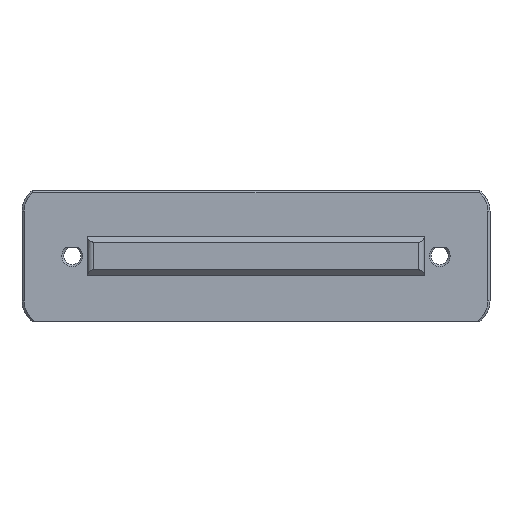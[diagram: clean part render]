
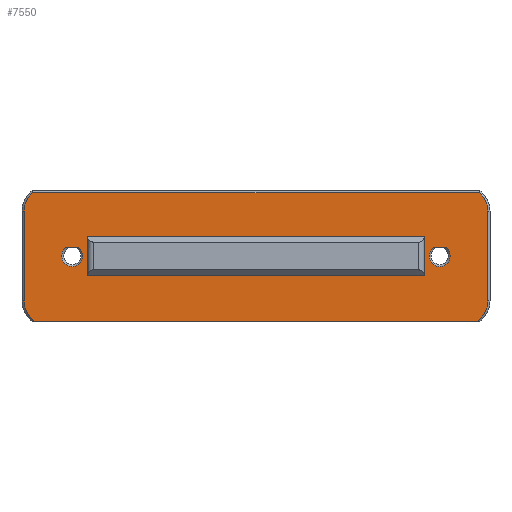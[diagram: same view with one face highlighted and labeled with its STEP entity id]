
A CAD part, left-side view. The second image highlights one B-rep face of the part: STEP entity #7550.
In plain terms, the highlighted planar face has unit normal (-1, 0, 0).
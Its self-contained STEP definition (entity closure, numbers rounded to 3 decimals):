
#206=CIRCLE('',#7948,2.1);
#209=CIRCLE('',#7957,2.1);
#215=CIRCLE('',#7982,4.6);
#217=CIRCLE('',#7986,4.6);
#219=CIRCLE('',#7992,4.6);
#221=CIRCLE('',#7996,4.6);
#584=FACE_BOUND('',#1405,.T.);
#585=FACE_BOUND('',#1406,.T.);
#586=FACE_BOUND('',#1407,.T.);
#972=FACE_OUTER_BOUND('',#1404,.T.);
#1404=EDGE_LOOP('',(#6734,#6735,#6736,#6737,#6738,#6739,#6740,#6741,#6742,
#6743,#6744,#6745));
#1405=EDGE_LOOP('',(#6746,#6747,#6748,#6749));
#1406=EDGE_LOOP('',(#6750,#6751,#6752,#6753));
#1407=EDGE_LOOP('',(#6754,#6755,#6756,#6757));
#2076=LINE('',#13969,#2811);
#2082=LINE('',#13984,#2817);
#2090=LINE('',#14004,#2825);
#2096=LINE('',#14019,#2831);
#2125=LINE('',#14090,#2860);
#2132=LINE('',#14107,#2867);
#2135=LINE('',#14116,#2870);
#2136=LINE('',#14119,#2871);
#2142=LINE('',#14131,#2877);
#2145=LINE('',#14142,#2880);
#2149=LINE('',#14152,#2884);
#2150=LINE('',#14154,#2885);
#2151=LINE('',#14155,#2886);
#2152=LINE('',#14156,#2887);
#2153=LINE('',#14159,#2888);
#2154=LINE('',#14161,#2889);
#2155=LINE('',#14163,#2890);
#2156=LINE('',#14164,#2891);
#2811=VECTOR('',#9368,10.);
#2817=VECTOR('',#9382,10.);
#2825=VECTOR('',#9400,10.);
#2831=VECTOR('',#9414,10.);
#2860=VECTOR('',#9487,10.);
#2867=VECTOR('',#9502,10.);
#2870=VECTOR('',#9513,10.);
#2871=VECTOR('',#9516,10.);
#2877=VECTOR('',#9524,10.);
#2880=VECTOR('',#9535,10.);
#2884=VECTOR('',#9547,10.);
#2885=VECTOR('',#9550,10.);
#2886=VECTOR('',#9551,10.);
#2887=VECTOR('',#9552,10.);
#2888=VECTOR('',#9553,10.);
#2889=VECTOR('',#9554,10.);
#2890=VECTOR('',#9555,10.);
#2891=VECTOR('',#9556,10.);
#3561=VERTEX_POINT('',#13965);
#3563=VERTEX_POINT('',#13968);
#3566=VERTEX_POINT('',#13975);
#3568=VERTEX_POINT('',#13981);
#3573=VERTEX_POINT('',#14000);
#3575=VERTEX_POINT('',#14003);
#3578=VERTEX_POINT('',#14010);
#3580=VERTEX_POINT('',#14016);
#3599=VERTEX_POINT('',#14088);
#3600=VERTEX_POINT('',#14089);
#3603=VERTEX_POINT('',#14097);
#3606=VERTEX_POINT('',#14105);
#3607=VERTEX_POINT('',#14109);
#3608=VERTEX_POINT('',#14114);
#3609=VERTEX_POINT('',#14118);
#3612=VERTEX_POINT('',#14125);
#3614=VERTEX_POINT('',#14129);
#3615=VERTEX_POINT('',#14133);
#3617=VERTEX_POINT('',#14139);
#3619=VERTEX_POINT('',#14145);
#3621=VERTEX_POINT('',#14157);
#3622=VERTEX_POINT('',#14158);
#3623=VERTEX_POINT('',#14160);
#3624=VERTEX_POINT('',#14162);
#4602=EDGE_CURVE('',#3563,#3561,#2076,.T.);
#4607=EDGE_CURVE('',#3566,#3563,#206,.T.);
#4610=EDGE_CURVE('',#3568,#3566,#2082,.T.);
#4619=EDGE_CURVE('',#3575,#3573,#2090,.T.);
#4624=EDGE_CURVE('',#3578,#3575,#209,.T.);
#4627=EDGE_CURVE('',#3580,#3578,#2096,.T.);
#4661=EDGE_CURVE('',#3599,#3600,#2125,.T.);
#4666=EDGE_CURVE('',#3600,#3603,#215,.T.);
#4670=EDGE_CURVE('',#3603,#3606,#2132,.T.);
#4672=EDGE_CURVE('',#3606,#3607,#217,.T.);
#4675=EDGE_CURVE('',#3607,#3608,#2135,.T.);
#4676=EDGE_CURVE('',#3609,#3599,#2136,.T.);
#4682=EDGE_CURVE('',#3612,#3614,#2142,.T.);
#4684=EDGE_CURVE('',#3614,#3615,#219,.T.);
#4687=EDGE_CURVE('',#3615,#3617,#2145,.T.);
#4690=EDGE_CURVE('',#3617,#3619,#221,.T.);
#4693=EDGE_CURVE('',#3619,#3609,#2149,.T.);
#4694=EDGE_CURVE('',#3608,#3612,#2150,.T.);
#4695=EDGE_CURVE('',#3568,#3561,#2151,.T.);
#4696=EDGE_CURVE('',#3580,#3573,#2152,.T.);
#4697=EDGE_CURVE('',#3621,#3622,#2153,.T.);
#4698=EDGE_CURVE('',#3623,#3621,#2154,.T.);
#4699=EDGE_CURVE('',#3624,#3623,#2155,.T.);
#4700=EDGE_CURVE('',#3622,#3624,#2156,.T.);
#6734=ORIENTED_EDGE('',*,*,#4675,.T.);
#6735=ORIENTED_EDGE('',*,*,#4694,.T.);
#6736=ORIENTED_EDGE('',*,*,#4682,.T.);
#6737=ORIENTED_EDGE('',*,*,#4684,.T.);
#6738=ORIENTED_EDGE('',*,*,#4687,.T.);
#6739=ORIENTED_EDGE('',*,*,#4690,.T.);
#6740=ORIENTED_EDGE('',*,*,#4693,.T.);
#6741=ORIENTED_EDGE('',*,*,#4676,.T.);
#6742=ORIENTED_EDGE('',*,*,#4661,.T.);
#6743=ORIENTED_EDGE('',*,*,#4666,.T.);
#6744=ORIENTED_EDGE('',*,*,#4670,.T.);
#6745=ORIENTED_EDGE('',*,*,#4672,.T.);
#6746=ORIENTED_EDGE('',*,*,#4695,.F.);
#6747=ORIENTED_EDGE('',*,*,#4610,.T.);
#6748=ORIENTED_EDGE('',*,*,#4607,.T.);
#6749=ORIENTED_EDGE('',*,*,#4602,.T.);
#6750=ORIENTED_EDGE('',*,*,#4696,.F.);
#6751=ORIENTED_EDGE('',*,*,#4627,.T.);
#6752=ORIENTED_EDGE('',*,*,#4624,.T.);
#6753=ORIENTED_EDGE('',*,*,#4619,.T.);
#6754=ORIENTED_EDGE('',*,*,#4697,.F.);
#6755=ORIENTED_EDGE('',*,*,#4698,.F.);
#6756=ORIENTED_EDGE('',*,*,#4699,.F.);
#6757=ORIENTED_EDGE('',*,*,#4700,.F.);
#7151=PLANE('',#7999);
#7550=ADVANCED_FACE('',(#972,#584,#585,#586),#7151,.F.);
#7948=AXIS2_PLACEMENT_3D('',#13978,#9376,#9377);
#7957=AXIS2_PLACEMENT_3D('',#14013,#9408,#9409);
#7982=AXIS2_PLACEMENT_3D('',#14100,#9494,#9495);
#7986=AXIS2_PLACEMENT_3D('',#14111,#9506,#9507);
#7992=AXIS2_PLACEMENT_3D('',#14136,#9528,#9529);
#7996=AXIS2_PLACEMENT_3D('',#14148,#9540,#9541);
#7999=AXIS2_PLACEMENT_3D('',#14153,#9548,#9549);
#9368=DIRECTION('',(0.,-0.707,0.707));
#9376=DIRECTION('center_axis',(1.,0.,0.));
#9377=DIRECTION('ref_axis',(0.,1.,0.));
#9382=DIRECTION('',(0.,-0.707,-0.707));
#9400=DIRECTION('',(0.,-0.707,0.707));
#9408=DIRECTION('center_axis',(1.,0.,0.));
#9409=DIRECTION('ref_axis',(0.,-1.,0.));
#9414=DIRECTION('',(0.,-0.707,-0.707));
#9487=DIRECTION('',(0.,0.707,-0.707));
#9494=DIRECTION('center_axis',(-1.,0.,0.));
#9495=DIRECTION('ref_axis',(0.,0.924,0.383));
#9502=DIRECTION('',(0.,0.,-1.));
#9506=DIRECTION('center_axis',(-1.,0.,0.));
#9507=DIRECTION('ref_axis',(0.,0.924,-0.383));
#9513=DIRECTION('',(0.,-0.707,-0.707));
#9516=DIRECTION('',(0.,1.,0.));
#9524=DIRECTION('',(0.,-0.707,0.707));
#9528=DIRECTION('center_axis',(-1.,0.,0.));
#9529=DIRECTION('ref_axis',(0.,-0.924,-0.383));
#9535=DIRECTION('',(0.,0.,1.));
#9540=DIRECTION('center_axis',(-1.,0.,0.));
#9541=DIRECTION('ref_axis',(0.,-0.924,0.383));
#9547=DIRECTION('',(0.,0.707,0.707));
#9548=DIRECTION('center_axis',(1.,0.,0.));
#9549=DIRECTION('ref_axis',(0.,1.,0.));
#9550=DIRECTION('',(0.,-1.,0.));
#9551=DIRECTION('',(0.,1.,0.));
#9552=DIRECTION('',(0.,1.,0.));
#9553=DIRECTION('',(0.,1.,0.));
#9554=DIRECTION('',(0.,0.,1.));
#9555=DIRECTION('',(0.,-1.,0.));
#9556=DIRECTION('',(0.,0.,-1.));
#13965=CARTESIAN_POINT('',(-41.5,-8.73,14.7));
#13968=CARTESIAN_POINT('',(-41.5,-8.515,14.485));
#13969=CARTESIAN_POINT('',(-41.5,-8.014,13.984));
#13975=CARTESIAN_POINT('',(-41.5,-11.485,14.485));
#13978=CARTESIAN_POINT('Origin',(-41.5,-10.,13.));
#13981=CARTESIAN_POINT('',(-41.5,-11.27,14.7));
#13984=CARTESIAN_POINT('',(-41.5,-17.235,8.735));
#14000=CARTESIAN_POINT('',(-41.5,64.27,14.7));
#14003=CARTESIAN_POINT('',(-41.5,64.485,14.485));
#14004=CARTESIAN_POINT('',(-41.5,46.736,32.234));
#14010=CARTESIAN_POINT('',(-41.5,61.515,14.485));
#14013=CARTESIAN_POINT('Origin',(-41.5,63.,13.));
#14016=CARTESIAN_POINT('',(-41.5,61.73,14.7));
#14019=CARTESIAN_POINT('',(-41.5,37.515,-9.515));
#14088=CARTESIAN_POINT('',(-41.5,70.834,25.6));
#14089=CARTESIAN_POINT('',(-41.5,71.253,25.182));
#14090=CARTESIAN_POINT('',(-41.5,54.967,41.467));
#14097=CARTESIAN_POINT('',(-41.5,72.6,21.929));
#14100=CARTESIAN_POINT('Origin',(-41.5,68.,21.929));
#14105=CARTESIAN_POINT('',(-41.5,72.6,4.071));
#14107=CARTESIAN_POINT('',(-41.5,72.6,0.));
#14109=CARTESIAN_POINT('',(-41.5,71.253,0.818));
#14111=CARTESIAN_POINT('Origin',(-41.5,68.,4.071));
#14114=CARTESIAN_POINT('',(-41.5,70.434,0.));
#14116=CARTESIAN_POINT('',(-41.5,48.467,-21.967));
#14118=CARTESIAN_POINT('',(-41.5,-17.834,25.6));
#14119=CARTESIAN_POINT('',(-41.5,3.25,25.6));
#14125=CARTESIAN_POINT('',(-41.5,-17.434,0.));
#14129=CARTESIAN_POINT('',(-41.5,-18.253,0.818));
#14131=CARTESIAN_POINT('',(-41.5,-18.717,1.283));
#14133=CARTESIAN_POINT('',(-41.5,-19.6,4.071));
#14136=CARTESIAN_POINT('Origin',(-41.5,-15.,4.071));
#14139=CARTESIAN_POINT('',(-41.5,-19.6,21.929));
#14142=CARTESIAN_POINT('',(-41.5,-19.6,0.));
#14145=CARTESIAN_POINT('',(-41.5,-18.253,25.182));
#14148=CARTESIAN_POINT('Origin',(-41.5,-15.,21.929));
#14152=CARTESIAN_POINT('',(-41.5,-25.217,18.217));
#14153=CARTESIAN_POINT('Origin',(-41.5,-20.,0.));
#14154=CARTESIAN_POINT('',(-41.5,73.,0.));
#14155=CARTESIAN_POINT('',(-41.5,-15.352,14.7));
#14156=CARTESIAN_POINT('',(-41.5,21.148,14.7));
#14157=CARTESIAN_POINT('',(-41.5,-7.,16.95));
#14158=CARTESIAN_POINT('',(-41.5,60.,16.95));
#14159=CARTESIAN_POINT('',(-41.5,20.,16.95));
#14160=CARTESIAN_POINT('',(-41.5,-7.,9.05));
#14161=CARTESIAN_POINT('',(-41.5,-7.,8.475));
#14162=CARTESIAN_POINT('',(-41.5,60.,9.05));
#14163=CARTESIAN_POINT('',(-41.5,-13.5,9.05));
#14164=CARTESIAN_POINT('',(-41.5,60.,4.525));
